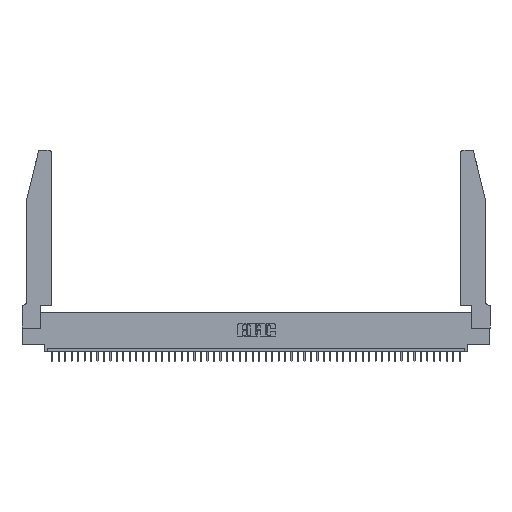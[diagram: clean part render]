
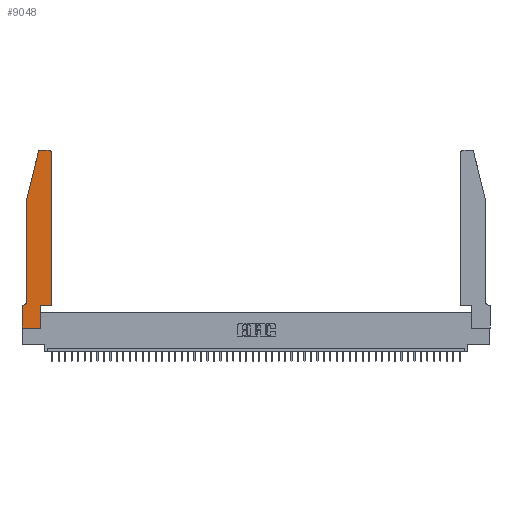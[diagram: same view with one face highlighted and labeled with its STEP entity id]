
A CAD part, top view. The second image highlights one B-rep face of the part: STEP entity #9048.
In plain terms, the highlighted planar face has unit normal (0, 0, 1).
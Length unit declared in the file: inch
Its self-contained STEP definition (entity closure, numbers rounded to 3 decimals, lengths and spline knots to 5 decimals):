
#1548 = EDGE_CURVE ( 'NONE', #1595, #6047, #3032, .T. ) ;
#1595 = VERTEX_POINT ( 'NONE', #18013 ) ;
#1766 = ORIENTED_EDGE ( 'NONE', *, *, #1548, .T. ) ;
#1802 = ORIENTED_EDGE ( 'NONE', *, *, #41760, .T. ) ;
#2245 = CARTESIAN_POINT ( 'NONE',  ( 0.4505, 0.35, 0.37 ) ) ;
#2608 = VECTOR ( 'NONE', #45505, 39.37008 ) ;
#2802 = EDGE_CURVE ( 'NONE', #31969, #41846, #23987, .T. ) ;
#3032 = LINE ( 'NONE', #14816, #30299 ) ;
#3721 = VERTEX_POINT ( 'NONE', #25234 ) ;
#4210 = ORIENTED_EDGE ( 'NONE', *, *, #2802, .T. ) ;
#4262 = CIRCLE ( 'NONE', #38609, 0.07 ) ;
#5470 = VERTEX_POINT ( 'NONE', #7538 ) ;
#5925 = CARTESIAN_POINT ( 'NONE',  ( 0.284, 2.75, 0.37 ) ) ;
#6047 = VERTEX_POINT ( 'NONE', #5925 ) ;
#6173 = ORIENTED_EDGE ( 'NONE', *, *, #37273, .T. ) ;
#6345 = CARTESIAN_POINT ( 'NONE',  ( 0.0755, 0.35, 0.37 ) ) ;
#7028 = DIRECTION ( 'NONE',  ( -1., 0., 0. ) ) ;
#7232 = PLANE ( 'NONE',  #49656 ) ;
#7247 = CARTESIAN_POINT ( 'NONE',  ( 0., 0., 0.37 ) ) ;
#7412 = CARTESIAN_POINT ( 'NONE',  ( 0.4505, 2.72, 0.37 ) ) ;
#7538 = CARTESIAN_POINT ( 'NONE',  ( 0.25487, 2.72718, 0.37 ) ) ;
#9048 = ADVANCED_FACE ( 'NONE', ( #10260 ), #7232, .T. ) ;
#9056 = LINE ( 'NONE', #14712, #44240 ) ;
#9716 = DIRECTION ( 'NONE',  ( 1., 0., 0. ) ) ;
#10260 = FACE_OUTER_BOUND ( 'NONE', #14477, .T. ) ;
#11105 = CARTESIAN_POINT ( 'NONE',  ( 0., 0.35, 0.37 ) ) ;
#11645 = ORIENTED_EDGE ( 'NONE', *, *, #14201, .T. ) ;
#12120 = CARTESIAN_POINT ( 'NONE',  ( 0.4505, 0.35, 0.37 ) ) ;
#12723 = ORIENTED_EDGE ( 'NONE', *, *, #34260, .T. ) ;
#13288 = LINE ( 'NONE', #37025, #24156 ) ;
#13626 = DIRECTION ( 'NONE',  ( 0., 0., 1. ) ) ;
#13971 = LINE ( 'NONE', #12120, #25467 ) ;
#14201 = EDGE_CURVE ( 'NONE', #5470, #31969, #13288, .T. ) ;
#14274 = EDGE_CURVE ( 'NONE', #22510, #49437, #9056, .T. ) ;
#14439 = VERTEX_POINT ( 'NONE', #7412 ) ;
#14477 = EDGE_LOOP ( 'NONE', ( #1766, #36529, #11645, #4210, #25193, #1802, #43474, #40400, #22725, #34390, #12723, #6173 ) ) ;
#14712 = CARTESIAN_POINT ( 'NONE',  ( 0., 0., 0.37 ) ) ;
#14816 = CARTESIAN_POINT ( 'NONE',  ( 0.2605, 2.75, 0.37 ) ) ;
#15729 = EDGE_CURVE ( 'NONE', #49437, #3721, #47722, .T. ) ;
#17310 = DIRECTION ( 'NONE',  ( 0., -1., 0. ) ) ;
#17777 = CARTESIAN_POINT ( 'NONE',  ( 0.2865, 0.35, 0.37 ) ) ;
#18013 = CARTESIAN_POINT ( 'NONE',  ( 0.4205, 2.75, 0.37 ) ) ;
#18216 = CARTESIAN_POINT ( 'NONE',  ( 0.4205, 2.72, 0.37 ) ) ;
#19254 = EDGE_CURVE ( 'NONE', #6047, #5470, #44447, .T. ) ;
#19566 = VECTOR ( 'NONE', #36113, 39.37008 ) ;
#21812 = CIRCLE ( 'NONE', #37339, 0.03 ) ;
#22260 = CARTESIAN_POINT ( 'NONE',  ( 0.0755, 2., 0.37 ) ) ;
#22510 = VERTEX_POINT ( 'NONE', #38938 ) ;
#22725 = ORIENTED_EDGE ( 'NONE', *, *, #24609, .T. ) ;
#23987 = LINE ( 'NONE', #22260, #34359 ) ;
#24156 = VECTOR ( 'NONE', #44873, 39.37008 ) ;
#24397 = EDGE_CURVE ( 'NONE', #41846, #49265, #4262, .T. ) ;
#24609 = EDGE_CURVE ( 'NONE', #3721, #33689, #29903, .T. ) ;
#25193 = ORIENTED_EDGE ( 'NONE', *, *, #24397, .T. ) ;
#25234 = CARTESIAN_POINT ( 'NONE',  ( 0.2865, 0., 0.37 ) ) ;
#25467 = VECTOR ( 'NONE', #40225, 39.37008 ) ;
#25967 = DIRECTION ( 'NONE',  ( 0., -1., 0. ) ) ;
#28341 = CARTESIAN_POINT ( 'NONE',  ( 0.2865, 0.35, 0.37 ) ) ;
#29447 = CARTESIAN_POINT ( 'NONE',  ( 0.0755, 2., 0.37 ) ) ;
#29903 = LINE ( 'NONE', #28341, #19566 ) ;
#30299 = VECTOR ( 'NONE', #7028, 39.37008 ) ;
#31625 = LINE ( 'NONE', #6345, #2608 ) ;
#31969 = VERTEX_POINT ( 'NONE', #29447 ) ;
#32333 = VERTEX_POINT ( 'NONE', #2245 ) ;
#32953 = CARTESIAN_POINT ( 'NONE',  ( 0., 0., 0.37 ) ) ;
#33265 = CARTESIAN_POINT ( 'NONE',  ( 0.0755, 0.42, 0.37 ) ) ;
#33689 = VERTEX_POINT ( 'NONE', #17777 ) ;
#34260 = EDGE_CURVE ( 'NONE', #32333, #14439, #13971, .T. ) ;
#34359 = VECTOR ( 'NONE', #25967, 39.37008 ) ;
#34390 = ORIENTED_EDGE ( 'NONE', *, *, #44583, .T. ) ;
#35232 = AXIS2_PLACEMENT_3D ( 'NONE', #47745, #40968, #48773 ) ;
#35426 = DIRECTION ( 'NONE',  ( 1., 0., 0. ) ) ;
#36113 = DIRECTION ( 'NONE',  ( 0., 1., 0. ) ) ;
#36529 = ORIENTED_EDGE ( 'NONE', *, *, #19254, .T. ) ;
#37025 = CARTESIAN_POINT ( 'NONE',  ( 0.0755, 2., 0.37 ) ) ;
#37273 = EDGE_CURVE ( 'NONE', #14439, #1595, #21812, .T. ) ;
#37339 = AXIS2_PLACEMENT_3D ( 'NONE', #18216, #13626, #44143 ) ;
#37574 = CARTESIAN_POINT ( 'NONE',  ( 0.0055, 0.42, 0.37 ) ) ;
#38232 = DIRECTION ( 'NONE',  ( 0., 0., 1. ) ) ;
#38609 = AXIS2_PLACEMENT_3D ( 'NONE', #37574, #50153, #44440 ) ;
#38886 = CARTESIAN_POINT ( 'NONE',  ( 0.4505, 0.35, 0.37 ) ) ;
#38938 = CARTESIAN_POINT ( 'NONE',  ( 0., 0.35, 0.37 ) ) ;
#40225 = DIRECTION ( 'NONE',  ( 0., 1., 0. ) ) ;
#40400 = ORIENTED_EDGE ( 'NONE', *, *, #15729, .T. ) ;
#40968 = DIRECTION ( 'NONE',  ( 0., 0., 1. ) ) ;
#41760 = EDGE_CURVE ( 'NONE', #49265, #22510, #31625, .T. ) ;
#41846 = VERTEX_POINT ( 'NONE', #33265 ) ;
#43474 = ORIENTED_EDGE ( 'NONE', *, *, #14274, .T. ) ;
#44053 = VECTOR ( 'NONE', #35426, 39.37008 ) ;
#44143 = DIRECTION ( 'NONE',  ( 1., 0., 0. ) ) ;
#44240 = VECTOR ( 'NONE', #17310, 39.37008 ) ;
#44440 = DIRECTION ( 'NONE',  ( -1., 0., 0. ) ) ;
#44447 = CIRCLE ( 'NONE', #35232, 0.03 ) ;
#44583 = EDGE_CURVE ( 'NONE', #33689, #32333, #44657, .T. ) ;
#44657 = LINE ( 'NONE', #38886, #44053 ) ;
#44873 = DIRECTION ( 'NONE',  ( -0.239, -0.971, 0. ) ) ;
#45505 = DIRECTION ( 'NONE',  ( -1., 0., 0. ) ) ;
#46567 = VECTOR ( 'NONE', #9716, 39.37008 ) ;
#47722 = LINE ( 'NONE', #32953, #46567 ) ;
#47745 = CARTESIAN_POINT ( 'NONE',  ( 0.284, 2.72, 0.37 ) ) ;
#48544 = DIRECTION ( 'NONE',  ( 1., 0., 0. ) ) ;
#48773 = DIRECTION ( 'NONE',  ( 1., 0., 0. ) ) ;
#49116 = CARTESIAN_POINT ( 'NONE',  ( 0.0055, 0.35, 0.37 ) ) ;
#49265 = VERTEX_POINT ( 'NONE', #49116 ) ;
#49437 = VERTEX_POINT ( 'NONE', #7247 ) ;
#49656 = AXIS2_PLACEMENT_3D ( 'NONE', #11105, #38232, #48544 ) ;
#50153 = DIRECTION ( 'NONE',  ( 0., 0., -1. ) ) ;
